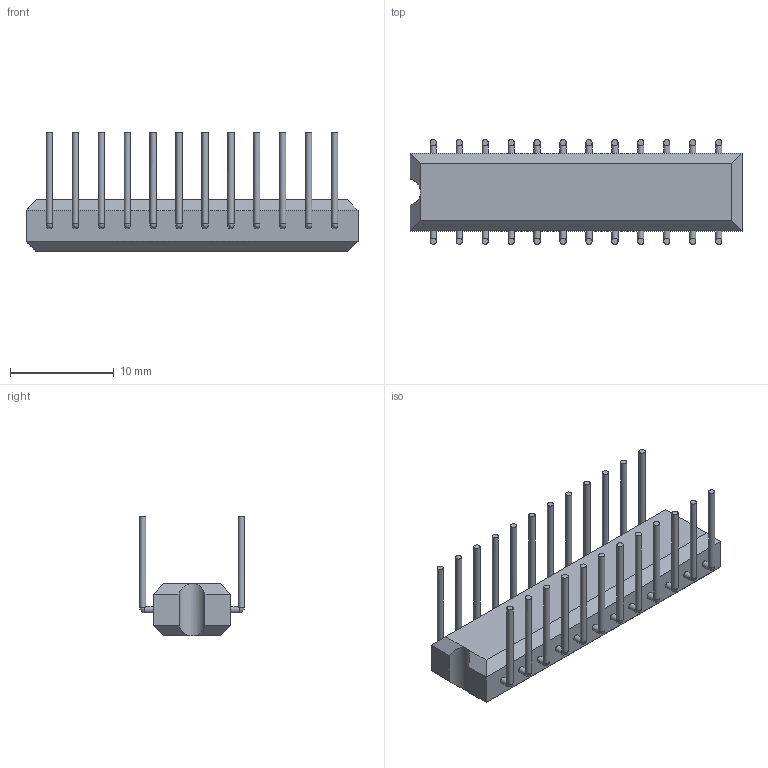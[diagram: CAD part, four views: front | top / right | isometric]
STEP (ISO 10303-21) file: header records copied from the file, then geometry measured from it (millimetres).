
FILE_DESCRIPTION(/* description */ (''),/* implementation_level */ '2;1');
FILE_NAME(/* name */ 'LM1040.stp',/* time_stamp */ '2023-12-15T09:53:04+02:00',/* author */ ('user'),/* organization */ (''),/* preprocessor_version */ 'ST-DEVELOPER v19.2',/* originating_system */ 'Autodesk Inventor 2024',/* authorisation */ '');
FILE_SCHEMA (('AUTOMOTIVE_DESIGN { 1 0 10303 214 3 1 1 }'));
Length unit declared in the file: millimetre
Products named in the file (1): LM1040
Bounding box: 32 x 10.1 x 11.5 mm (x, y, z)
Volume: 1183.6 mm3; surface area: 1229.5 mm2
Topology: 1 solids, 1 shells, 114 faces, 304 edges, 169 vertices
Faces by surface type: cylinder 49, plane 41, bspline 24
Full cylindrical faces by diameter (mm): 0.6 x48
Entity records: 3708 total; most frequent: CARTESIAN_POINT 1020, DIRECTION 612, ORIENTED_EDGE 512, AXIS2_PLACEMENT_3D 265, EDGE_CURVE 256, VERTEX_POINT 168, CIRCLE 146, EDGE_LOOP 138
